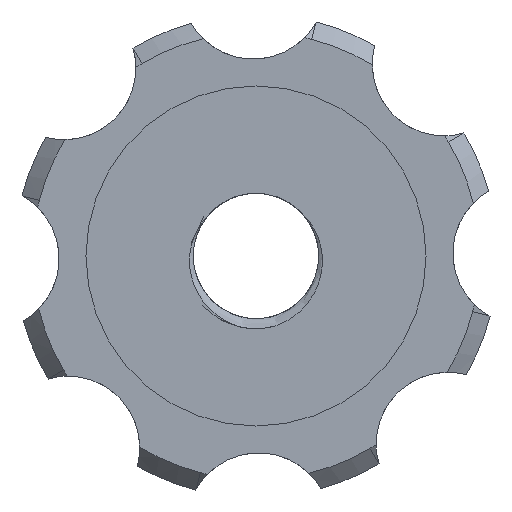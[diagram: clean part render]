
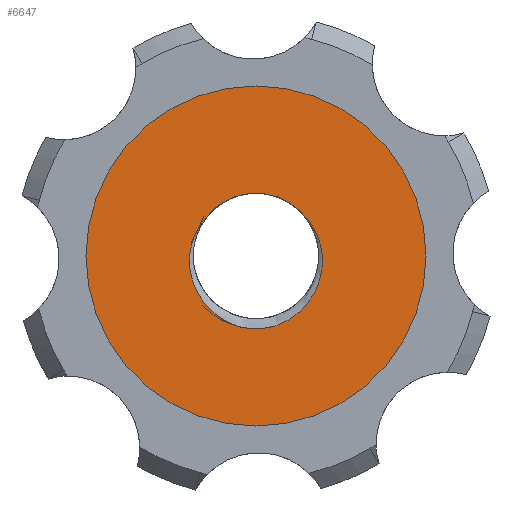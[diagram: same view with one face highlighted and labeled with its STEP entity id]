
A CAD part, front view. The second image highlights one B-rep face of the part: STEP entity #6647.
In plain terms, the highlighted planar face has unit normal (0, -1, 0).
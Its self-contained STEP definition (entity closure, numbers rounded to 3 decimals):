
#2022=CARTESIAN_POINT('Vertex',(-5.31,-28.,4.578)) ;
#2026=CARTESIAN_POINT('Control Point',(-2.102,-28.,-7.849)) ;
#2027=CARTESIAN_POINT('Control Point',(-2.761,-28.,-7.623)) ;
#2028=CARTESIAN_POINT('Control Point',(-3.392,-28.,-7.327)) ;
#2029=CARTESIAN_POINT('Control Point',(-3.985,-28.,-6.968)) ;
#2030=CARTESIAN_POINT('Control Point',(-4.867,-28.,-6.294)) ;
#2031=CARTESIAN_POINT('Control Point',(-5.609,-28.,-5.489)) ;
#2032=CARTESIAN_POINT('Control Point',(-5.865,-28.,-5.17)) ;
#2033=CARTESIAN_POINT('Control Point',(-6.25,-28.,-4.62)) ;
#2034=CARTESIAN_POINT('Control Point',(-6.574,-28.,-4.034)) ;
#2035=CARTESIAN_POINT('Control Point',(-6.713,-28.,-3.752)) ;
#2036=CARTESIAN_POINT('Control Point',(-6.981,-28.,-3.142)) ;
#2037=CARTESIAN_POINT('Control Point',(-7.18,-28.,-2.509)) ;
#2038=CARTESIAN_POINT('Control Point',(-7.275,-28.,-2.118)) ;
#2039=CARTESIAN_POINT('Control Point',(-7.361,-28.,-1.611)) ;
#2040=CARTESIAN_POINT('Control Point',(-7.404,-28.,-1.101)) ;
#2041=CARTESIAN_POINT('Control Point',(-7.414,-28.,-0.961)) ;
#2042=CARTESIAN_POINT('Control Point',(-7.427,-28.,-0.653)) ;
#2043=CARTESIAN_POINT('Control Point',(-7.423,-28.,-0.346)) ;
#2044=CARTESIAN_POINT('Control Point',(-7.417,-28.,-0.207)) ;
#2045=CARTESIAN_POINT('Control Point',(-7.394,-28.,0.189)) ;
#2046=CARTESIAN_POINT('Control Point',(-7.345,-28.,0.581)) ;
#2047=CARTESIAN_POINT('Control Point',(-7.3,-28.,0.836)) ;
#2048=CARTESIAN_POINT('Control Point',(-7.195,-28.,1.316)) ;
#2049=CARTESIAN_POINT('Control Point',(-7.051,-28.,1.785)) ;
#2050=CARTESIAN_POINT('Control Point',(-6.966,-28.,2.029)) ;
#2051=CARTESIAN_POINT('Control Point',(-6.806,-28.,2.419)) ;
#2052=CARTESIAN_POINT('Control Point',(-6.619,-28.,2.795)) ;
#2053=CARTESIAN_POINT('Control Point',(-6.558,-28.,2.91)) ;
#2054=CARTESIAN_POINT('Control Point',(-6.437,-28.,3.127)) ;
#2055=CARTESIAN_POINT('Control Point',(-6.307,-28.,3.339)) ;
#2056=CARTESIAN_POINT('Control Point',(-6.237,-28.,3.448)) ;
#2057=CARTESIAN_POINT('Control Point',(-6.026,-28.,3.76)) ;
#2058=CARTESIAN_POINT('Control Point',(-5.794,-28.,4.057)) ;
#2059=CARTESIAN_POINT('Control Point',(-5.64,-28.,4.238)) ;
#2060=CARTESIAN_POINT('Control Point',(-5.479,-28.,4.412)) ;
#2061=CARTESIAN_POINT('Control Point',(-5.311,-28.,4.578)) ;
#2062=CARTESIAN_POINT('Vertex',(-2.102,-28.,-7.849)) ;
#4736=CARTESIAN_POINT('Vertex',(2.102,-28.,-7.849)) ;
#4740=CARTESIAN_POINT('Control Point',(5.31,-28.,4.578)) ;
#4741=CARTESIAN_POINT('Control Point',(5.678,-28.,4.214)) ;
#4742=CARTESIAN_POINT('Control Point',(6.011,-28.,3.815)) ;
#4743=CARTESIAN_POINT('Control Point',(6.309,-28.,3.385)) ;
#4744=CARTESIAN_POINT('Control Point',(6.686,-28.,2.719)) ;
#4745=CARTESIAN_POINT('Control Point',(6.973,-28.,2.005)) ;
#4746=CARTESIAN_POINT('Control Point',(7.064,-28.,1.753)) ;
#4747=CARTESIAN_POINT('Control Point',(7.224,-28.,1.216)) ;
#4748=CARTESIAN_POINT('Control Point',(7.332,-28.,0.663)) ;
#4749=CARTESIAN_POINT('Control Point',(7.369,-28.,0.396)) ;
#4750=CARTESIAN_POINT('Control Point',(7.409,-28.,0.008)) ;
#4751=CARTESIAN_POINT('Control Point',(7.424,-28.,-0.383)) ;
#4752=CARTESIAN_POINT('Control Point',(7.425,-28.,-0.514)) ;
#4753=CARTESIAN_POINT('Control Point',(7.423,-28.,-0.762)) ;
#4754=CARTESIAN_POINT('Control Point',(7.411,-28.,-1.009)) ;
#4755=CARTESIAN_POINT('Control Point',(7.402,-28.,-1.14)) ;
#4756=CARTESIAN_POINT('Control Point',(7.364,-28.,-1.55)) ;
#4757=CARTESIAN_POINT('Control Point',(7.298,-28.,-1.957)) ;
#4758=CARTESIAN_POINT('Control Point',(7.243,-28.,-2.218)) ;
#4759=CARTESIAN_POINT('Control Point',(7.107,-28.,-2.747)) ;
#4760=CARTESIAN_POINT('Control Point',(6.923,-28.,-3.263)) ;
#4761=CARTESIAN_POINT('Control Point',(6.835,-28.,-3.48)) ;
#4762=CARTESIAN_POINT('Control Point',(6.551,-28.,-4.106)) ;
#4763=CARTESIAN_POINT('Control Point',(6.197,-28.,-4.698)) ;
#4764=CARTESIAN_POINT('Control Point',(5.966,-28.,-5.036)) ;
#4765=CARTESIAN_POINT('Control Point',(5.457,-28.,-5.678)) ;
#4766=CARTESIAN_POINT('Control Point',(4.863,-28.,-6.252)) ;
#4767=CARTESIAN_POINT('Control Point',(4.549,-28.,-6.519)) ;
#4768=CARTESIAN_POINT('Control Point',(4.074,-28.,-6.872)) ;
#4769=CARTESIAN_POINT('Control Point',(3.568,-28.,-7.18)) ;
#4770=CARTESIAN_POINT('Control Point',(3.393,-28.,-7.281)) ;
#4771=CARTESIAN_POINT('Control Point',(3.017,-28.,-7.48)) ;
#4772=CARTESIAN_POINT('Control Point',(2.627,-28.,-7.654)) ;
#4773=CARTESIAN_POINT('Control Point',(2.439,-28.,-7.729)) ;
#4774=CARTESIAN_POINT('Control Point',(2.272,-28.,-7.791)) ;
#4775=CARTESIAN_POINT('Control Point',(2.102,-28.,-7.849)) ;
#4776=CARTESIAN_POINT('Vertex',(5.31,-28.,4.578)) ;
#5502=CARTESIAN_POINT('Axis2P3D Location',(0.,-28.,0.)) ;
#6607=CARTESIAN_POINT('Axis2P3D Location',(0.,-28.,0.)) ;
#6612=CARTESIAN_POINT('Axis2P3D Location',(0.,-28.,0.)) ;
#6616=CARTESIAN_POINT('Vertex',(19.,-28.,0.)) ;
#6618=CARTESIAN_POINT('Vertex',(-19.,-28.,0.)) ;
#6621=CARTESIAN_POINT('Axis2P3D Location',(0.,-28.,0.)) ;
#6631=CARTESIAN_POINT('Control Point',(2.102,-28.,-7.849)) ;
#6632=CARTESIAN_POINT('Control Point',(1.293,-28.,-8.065)) ;
#6633=CARTESIAN_POINT('Control Point',(0.456,-28.,-8.178)) ;
#6634=CARTESIAN_POINT('Control Point',(-0.392,-28.,-8.181)) ;
#6635=CARTESIAN_POINT('Control Point',(-1.243,-28.,-8.074)) ;
#6636=CARTESIAN_POINT('Control Point',(-2.065,-28.,-7.858)) ;
#6637=CARTESIAN_POINT('Control Point',(-2.078,-28.,-7.855)) ;
#6638=CARTESIAN_POINT('Control Point',(-2.09,-28.,-7.852)) ;
#6639=CARTESIAN_POINT('Control Point',(-2.102,-28.,-7.849)) ;
#5503=DIRECTION('Axis2P3D Direction',(0.,1.,0.)) ;
#6608=DIRECTION('Axis2P3D Direction',(0.,-1.,0.)) ;
#6609=DIRECTION('Axis2P3D XDirection',(0.,0.,-1.)) ;
#6613=DIRECTION('Axis2P3D Direction',(0.,-1.,0.)) ;
#6622=DIRECTION('Axis2P3D Direction',(0.,-1.,0.)) ;
#5504=AXIS2_PLACEMENT_3D('Circle Axis2P3D',#5502,#5503,$) ;
#6610=AXIS2_PLACEMENT_3D('Plane Axis2P3D',#6607,#6608,#6609) ;
#6614=AXIS2_PLACEMENT_3D('Circle Axis2P3D',#6612,#6613,$) ;
#6623=AXIS2_PLACEMENT_3D('Circle Axis2P3D',#6621,#6622,$) ;
#6627=ORIENTED_EDGE('',*,*,#6620,.T.) ;
#6628=ORIENTED_EDGE('',*,*,#6625,.T.) ;
#6642=ORIENTED_EDGE('',*,*,#4778,.T.) ;
#6643=ORIENTED_EDGE('',*,*,#6640,.T.) ;
#6644=ORIENTED_EDGE('',*,*,#2064,.T.) ;
#6645=ORIENTED_EDGE('',*,*,#5506,.T.) ;
#6646=FACE_BOUND('',#6641,.T.) ;
#6647=ADVANCED_FACE('Body1',(#6629,#6646),#6611,.T.) ;
#2025=B_SPLINE_CURVE_WITH_KNOTS('',5,(#2026,#2027,#2028,#2029,#2030,#2031,#2032,#2033,#2034,#2035,#2036,#2037,#2038,#2039,#2040,#2041,#2042,#2043,#2044,#2045,#2046,#2047,#2048,#2049,#2050,#2051,#2052,#2053,#2054,#2055,#2056,#2057,#2058,#2059,#2060,#2061),.UNSPECIFIED.,.F.,.U.,(6,3,3,3,3,3,3,3,3,3,3,6),(0.,4.779,7.64,9.484,12.343,13.143,13.944,15.995,18.046,19.063,20.08,21.833),.UNSPECIFIED.) ;
#4739=B_SPLINE_CURVE_WITH_KNOTS('',5,(#4740,#4741,#4742,#4743,#4744,#4745,#4746,#4747,#4748,#4749,#4750,#4751,#4752,#4753,#4754,#4755,#4756,#4757,#4758,#4759,#4760,#4761,#4762,#4763,#4764,#4765,#4766,#4767,#4768,#4769,#4770,#4771,#4772,#4773,#4774,#4775),.UNSPECIFIED.,.F.,.U.,(6,3,3,3,3,3,3,3,3,3,3,6),(0.,3.827,5.591,7.355,8.399,9.444,11.344,13.324,16.192,19.056,20.284,21.512),.UNSPECIFIED.) ;
#6630=B_SPLINE_CURVE_WITH_KNOTS('',5,(#6631,#6632,#6633,#6634,#6635,#6636,#6637,#6638,#6639),.UNSPECIFIED.,.F.,.U.,(6,3,6),(0.,5.925,6.014),.UNSPECIFIED.) ;
#5505=CIRCLE('generated circle',#5504,7.011) ;
#6615=CIRCLE('generated circle',#6614,19.) ;
#6624=CIRCLE('generated circle',#6623,19.) ;
#2064=EDGE_CURVE('',#2063,#2023,#2025,.T.) ;
#4778=EDGE_CURVE('',#4777,#4737,#4739,.T.) ;
#5506=EDGE_CURVE('',#2023,#4777,#5505,.T.) ;
#6620=EDGE_CURVE('',#6617,#6619,#6615,.T.) ;
#6625=EDGE_CURVE('',#6619,#6617,#6624,.T.) ;
#6640=EDGE_CURVE('',#4737,#2063,#6630,.T.) ;
#6626=EDGE_LOOP('',(#6627,#6628)) ;
#6641=EDGE_LOOP('',(#6642,#6643,#6644,#6645)) ;
#6629=FACE_OUTER_BOUND('',#6626,.T.) ;
#6611=PLANE('',#6610) ;
#2023=VERTEX_POINT('',#2022) ;
#2063=VERTEX_POINT('',#2062) ;
#4737=VERTEX_POINT('',#4736) ;
#4777=VERTEX_POINT('',#4776) ;
#6617=VERTEX_POINT('',#6616) ;
#6619=VERTEX_POINT('',#6618) ;
